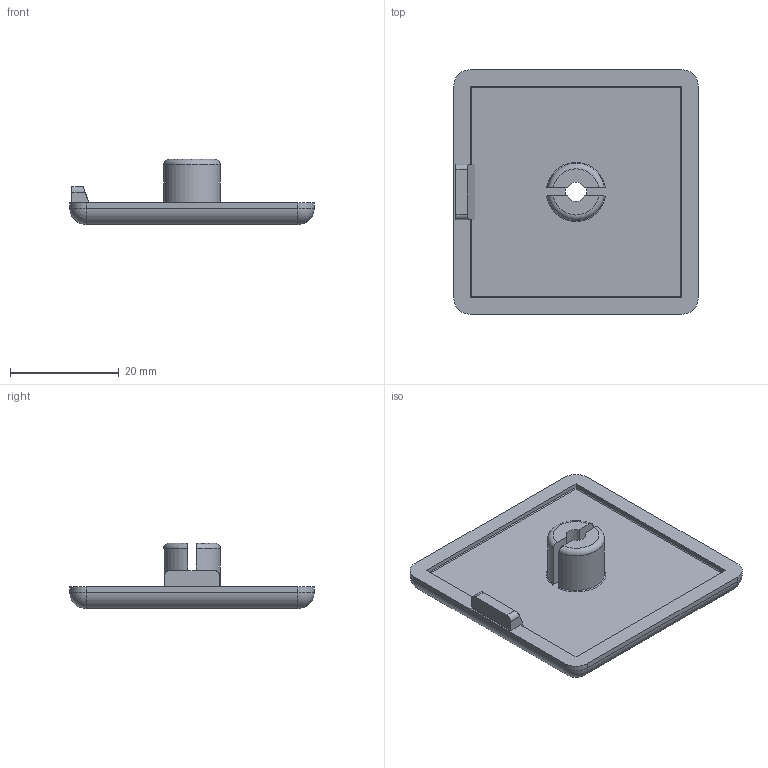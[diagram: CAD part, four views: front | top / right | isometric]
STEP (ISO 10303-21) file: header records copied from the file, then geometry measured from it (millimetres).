
FILE_DESCRIPTION (( 'STEP AP214' ), '1' );
FILE_NAME ('091070.STEP', '2013-12-05T09:41:31', ( '' ), ( '' ), 'SwSTEP 2.0', 'SolidWorks 2012', '' );
FILE_SCHEMA (( 'AUTOMOTIVE_DESIGN' ));
Length unit declared in the file: millimetre
Products named in the file (1): 091070
Bounding box: 45 x 45 x 12 mm (x, y, z)
Volume: 6777.8 mm3; surface area: 5186 mm2
Topology: 1 solids, 1 shells, 54 faces, 135 edges, 80 vertices
Faces by surface type: plane 23, cylinder 19, cone 4, torus 4, sphere 4
Entity records: 1653 total; most frequent: CARTESIAN_POINT 364, DIRECTION 263, ORIENTED_EDGE 262, EDGE_CURVE 131, AXIS2_PLACEMENT_3D 95, VERTEX_POINT 80, VECTOR 73, LINE 73
